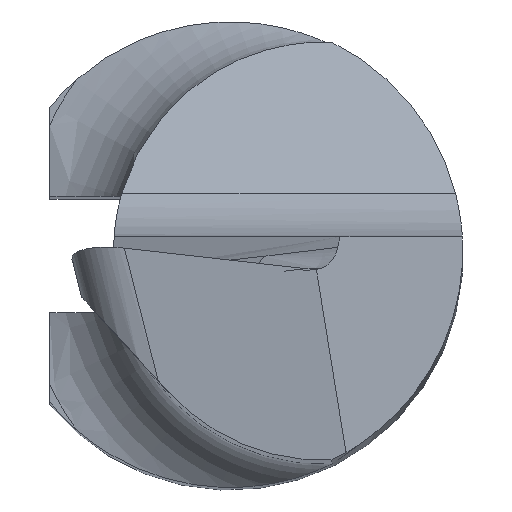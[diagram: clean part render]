
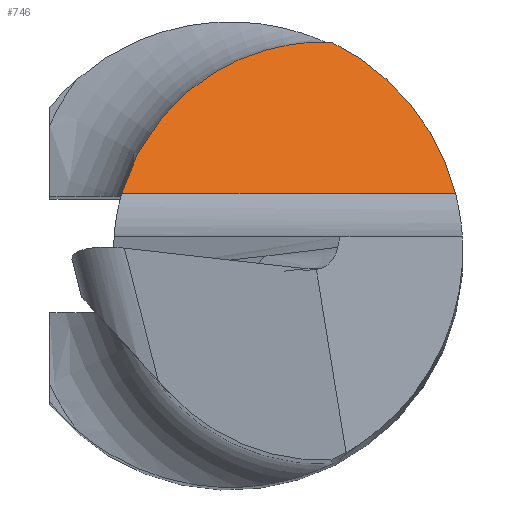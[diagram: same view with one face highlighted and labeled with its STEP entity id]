
A CAD part, top view. The second image highlights one B-rep face of the part: STEP entity #746.
In plain terms, the highlighted planar face has unit normal (0, 0.766, 0.643).
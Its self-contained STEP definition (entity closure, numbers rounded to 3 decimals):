
#5 = VERTEX_POINT ( 'NONE', #1024 ) ;
#17 = DIRECTION ( 'NONE',  ( 0., -0.766, -0.643 ) ) ;
#47 = EDGE_CURVE ( 'NONE', #564, #5, #1129, .T. ) ;
#102 = CARTESIAN_POINT ( 'NONE',  ( 0.875, 1.798, 29. ) ) ;
#170 = DIRECTION ( 'NONE',  ( 1., 0., 0. ) ) ;
#352 = LINE ( 'NONE', #709, #448 ) ;
#362 = ORIENTED_EDGE ( 'NONE', *, *, #47, .F. ) ;
#373 = CARTESIAN_POINT ( 'NONE',  ( -0.931, 0.494, 30.554 ) ) ;
#397 = CARTESIAN_POINT ( 'NONE',  ( 1.938, 0.494, 30.554 ) ) ;
#424 =( BOUNDED_CURVE ( )  B_SPLINE_CURVE ( 3, ( #102, #936, #829, #397 ),
 .UNSPECIFIED., .F., .T. ) 
 B_SPLINE_CURVE_WITH_KNOTS ( ( 4, 4 ),
 ( 0.453, 1.321 ),
 .UNSPECIFIED. ) 
 CURVE ( )  GEOMETRIC_REPRESENTATION_ITEM ( )  RATIONAL_B_SPLINE_CURVE ( ( 1., 0.938, 0.938, 1. ) ) 
 REPRESENTATION_ITEM ( '' )  );
#427 = CARTESIAN_POINT ( 'NONE',  ( 0.875, 1.798, 29. ) ) ;
#448 = VECTOR ( 'NONE', #170, 1000. ) ;
#451 = EDGE_CURVE ( 'NONE', #1084, #663, #424, .T. ) ;
#454 = CARTESIAN_POINT ( 'NONE',  ( -0.078, 1.765, 29.04 ) ) ;
#493 = CARTESIAN_POINT ( 'NONE',  ( 1.938, 0.494, 30.554 ) ) ;
#564 = VERTEX_POINT ( 'NONE', #373 ) ;
#650 = CARTESIAN_POINT ( 'NONE',  ( 0.725, 1.798, 29. ) ) ;
#663 = VERTEX_POINT ( 'NONE', #493 ) ;
#674 = CARTESIAN_POINT ( 'NONE',  ( 0.875, 1.798, 29. ) ) ;
#690 = ORIENTED_EDGE ( 'NONE', *, *, #812, .T. ) ;
#704 = FACE_OUTER_BOUND ( 'NONE', #1184, .T. ) ;
#709 = CARTESIAN_POINT ( 'NONE',  ( -2., 0.494, 30.554 ) ) ;
#710 = ORIENTED_EDGE ( 'NONE', *, *, #850, .F. ) ;
#716 = CARTESIAN_POINT ( 'NONE',  ( -0.931, 0.494, 30.554 ) ) ;
#719 = B_SPLINE_CURVE_WITH_KNOTS ( 'NONE', 3,
 ( #1116, #837, #738, #674 ),
 .UNSPECIFIED., .F., .F.,
 ( 4, 4 ),
 ( 0., 1. ),
 .UNSPECIFIED. ) ;
#738 = CARTESIAN_POINT ( 'NONE',  ( 0.825, 1.801, 29. ) ) ;
#746 = ADVANCED_FACE ( 'NONE', ( #704 ), #1108, .F. ) ;
#812 = EDGE_CURVE ( 'NONE', #564, #663, #352, .T. ) ;
#829 = CARTESIAN_POINT ( 'NONE',  ( 1.79, 1.074, 29.864 ) ) ;
#837 = CARTESIAN_POINT ( 'NONE',  ( 0.775, 1.801, 29. ) ) ;
#850 = EDGE_CURVE ( 'NONE', #5, #1084, #719, .T. ) ;
#878 = DIRECTION ( 'NONE',  ( 0., 0.643, -0.766 ) ) ;
#936 = CARTESIAN_POINT ( 'NONE',  ( 1.413, 1.537, 29.312 ) ) ;
#1022 = AXIS2_PLACEMENT_3D ( 'NONE', #1068, #17, #878 ) ;
#1024 = CARTESIAN_POINT ( 'NONE',  ( 0.725, 1.798, 29. ) ) ;
#1068 = CARTESIAN_POINT ( 'NONE',  ( -2., 0.494, 30.554 ) ) ;
#1084 = VERTEX_POINT ( 'NONE', #427 ) ;
#1093 = CARTESIAN_POINT ( 'NONE',  ( -0.71, 1.267, 29.633 ) ) ;
#1108 = PLANE ( 'NONE',  #1022 ) ;
#1116 = CARTESIAN_POINT ( 'NONE',  ( 0.725, 1.798, 29. ) ) ;
#1129 =( BOUNDED_CURVE ( )  B_SPLINE_CURVE ( 3, ( #716, #1093, #454, #650 ),
 .UNSPECIFIED., .F., .T. ) 
 B_SPLINE_CURVE_WITH_KNOTS ( ( 4, 4 ),
 ( 4.991, 6.242 ),
 .UNSPECIFIED. ) 
 CURVE ( )  GEOMETRIC_REPRESENTATION_ITEM ( )  RATIONAL_B_SPLINE_CURVE ( ( 1., 0.874, 0.874, 1. ) ) 
 REPRESENTATION_ITEM ( '' )  );
#1151 = ORIENTED_EDGE ( 'NONE', *, *, #451, .F. ) ;
#1184 = EDGE_LOOP ( 'NONE', ( #710, #362, #690, #1151 ) ) ;
